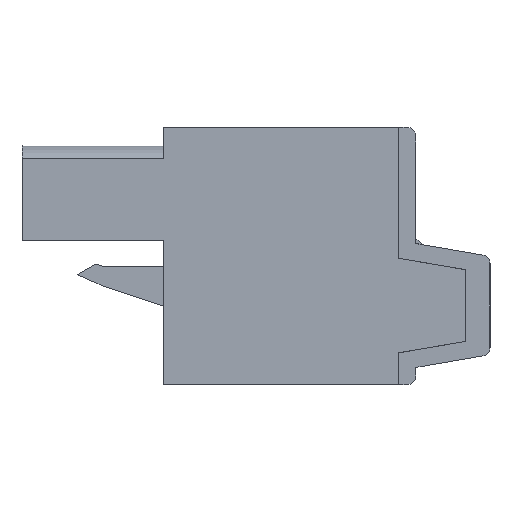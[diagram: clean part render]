
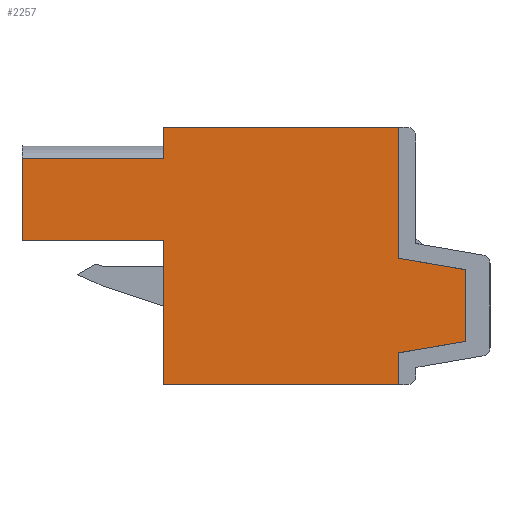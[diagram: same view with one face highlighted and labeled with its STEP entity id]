
A CAD part, left-side view. The second image highlights one B-rep face of the part: STEP entity #2257.
In plain terms, the highlighted planar face has unit normal (-1, 0, 0).
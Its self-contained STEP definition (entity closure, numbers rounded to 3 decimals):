
#2257 = ADVANCED_FACE( '', ( #4618 ), #4619, .F. );
#4618 = FACE_OUTER_BOUND( '', #7132, .T. );
#4619 = PLANE( '', #7133 );
#7132 = EDGE_LOOP( '', ( #13274, #13275, #13276, #13277, #13278, #13279, #13280, #13281, #13282, #13283, #13284, #13285 ) );
#7133 = AXIS2_PLACEMENT_3D( '', #13286, #13287, #13288 );
#13274 = ORIENTED_EDGE( '', *, *, #15708, .F. );
#13275 = ORIENTED_EDGE( '', *, *, #17038, .F. );
#13276 = ORIENTED_EDGE( '', *, *, #17773, .F. );
#13277 = ORIENTED_EDGE( '', *, *, #16464, .F. );
#13278 = ORIENTED_EDGE( '', *, *, #18008, .T. );
#13279 = ORIENTED_EDGE( '', *, *, #18009, .F. );
#13280 = ORIENTED_EDGE( '', *, *, #18010, .F. );
#13281 = ORIENTED_EDGE( '', *, *, #17706, .F. );
#13282 = ORIENTED_EDGE( '', *, *, #17162, .F. );
#13283 = ORIENTED_EDGE( '', *, *, #16058, .F. );
#13284 = ORIENTED_EDGE( '', *, *, #15448, .F. );
#13285 = ORIENTED_EDGE( '', *, *, #15779, .F. );
#13286 = CARTESIAN_POINT( '', ( -15.24, 0., 0. ) );
#13287 = DIRECTION( '', ( 1., 0., 0. ) );
#13288 = DIRECTION( '', ( 0., 0., -1. ) );
#15448 = EDGE_CURVE( '', #18466, #18468, #18469, .T. );
#15708 = EDGE_CURVE( '', #18939, #18940, #18941, .T. );
#15779 = EDGE_CURVE( '', #18940, #18466, #19068, .T. );
#16058 = EDGE_CURVE( '', #18468, #19549, #19550, .T. );
#16464 = EDGE_CURVE( '', #20238, #20240, #20241, .T. );
#17038 = EDGE_CURVE( '', #21135, #18939, #21137, .T. );
#17162 = EDGE_CURVE( '', #19549, #21320, #21321, .T. );
#17706 = EDGE_CURVE( '', #21320, #22057, #22058, .T. );
#17773 = EDGE_CURVE( '', #20240, #21135, #22146, .T. );
#18008 = EDGE_CURVE( '', #20238, #22424, #22425, .T. );
#18009 = EDGE_CURVE( '', #22426, #22424, #22427, .T. );
#18010 = EDGE_CURVE( '', #22057, #22426, #22428, .T. );
#18466 = VERTEX_POINT( '', #22944 );
#18468 = VERTEX_POINT( '', #22947 );
#18469 = LINE( '', #22948, #22949 );
#18939 = VERTEX_POINT( '', #23619 );
#18940 = VERTEX_POINT( '', #23620 );
#18941 = LINE( '', #23621, #23622 );
#19068 = LINE( '', #23804, #23805 );
#19549 = VERTEX_POINT( '', #24502 );
#19550 = LINE( '', #24503, #24504 );
#20238 = VERTEX_POINT( '', #25484 );
#20240 = VERTEX_POINT( '', #25487 );
#20241 = LINE( '', #25488, #25489 );
#21135 = VERTEX_POINT( '', #26797 );
#21137 = LINE( '', #26800, #26801 );
#21320 = VERTEX_POINT( '', #27077 );
#21321 = LINE( '', #27078, #27079 );
#22057 = VERTEX_POINT( '', #28189 );
#22058 = LINE( '', #28190, #28191 );
#22146 = LINE( '', #28318, #28319 );
#22424 = VERTEX_POINT( '', #28734 );
#22425 = LINE( '', #28735, #28736 );
#22426 = VERTEX_POINT( '', #28737 );
#22427 = LINE( '', #28738, #28739 );
#22428 = LINE( '', #28740, #28741 );
#22944 = CARTESIAN_POINT( '', ( -15.24, 1.635, 0.917 ) );
#22947 = CARTESIAN_POINT( '', ( -15.24, -2.248, 0.252 ) );
#22948 = CARTESIAN_POINT( '', ( -15.24, 1.635, 0.917 ) );
#22949 = VECTOR( '', #29382, 1000. );
#23619 = CARTESIAN_POINT( '', ( -15.24, 15.245, 8.497 ) );
#23620 = CARTESIAN_POINT( '', ( -15.24, 1.635, 8.497 ) );
#23621 = CARTESIAN_POINT( '', ( -15.24, 15.245, 8.497 ) );
#23622 = VECTOR( '', #29634, 1000. );
#23804 = CARTESIAN_POINT( '', ( -15.24, 1.635, 8.497 ) );
#23805 = VECTOR( '', #29705, 1000. );
#24502 = CARTESIAN_POINT( '', ( -15.24, -2.248, -3.898 ) );
#24503 = CARTESIAN_POINT( '', ( -15.24, -2.248, 0.252 ) );
#24504 = VECTOR( '', #29973, 1000. );
#25484 = CARTESIAN_POINT( '', ( -15.24, 23.445, 1.947 ) );
#25487 = CARTESIAN_POINT( '', ( -15.24, 23.445, 6.697 ) );
#25488 = CARTESIAN_POINT( '', ( -15.24, 23.445, 1.947 ) );
#25489 = VECTOR( '', #30414, 1000. );
#26797 = CARTESIAN_POINT( '', ( -15.24, 15.245, 6.697 ) );
#26800 = CARTESIAN_POINT( '', ( -15.24, 15.245, -6.403 ) );
#26801 = VECTOR( '', #30962, 1000. );
#27077 = CARTESIAN_POINT( '', ( -15.24, 1.635, -4.563 ) );
#27078 = CARTESIAN_POINT( '', ( -15.24, -2.248, -3.898 ) );
#27079 = VECTOR( '', #31068, 1000. );
#28189 = CARTESIAN_POINT( '', ( -15.24, 1.635, -6.403 ) );
#28190 = CARTESIAN_POINT( '', ( -15.24, 1.635, -4.563 ) );
#28191 = VECTOR( '', #31530, 1000. );
#28318 = CARTESIAN_POINT( '', ( -15.24, 23.445, 6.697 ) );
#28319 = VECTOR( '', #31591, 1000. );
#28734 = CARTESIAN_POINT( '', ( -15.24, 15.245, 1.947 ) );
#28735 = CARTESIAN_POINT( '', ( -15.24, 23.445, 1.947 ) );
#28736 = VECTOR( '', #31750, 1000. );
#28737 = CARTESIAN_POINT( '', ( -15.24, 15.245, -6.403 ) );
#28738 = CARTESIAN_POINT( '', ( -15.24, 15.245, -6.403 ) );
#28739 = VECTOR( '', #31751, 1000. );
#28740 = CARTESIAN_POINT( '', ( -15.24, 1.635, -6.403 ) );
#28741 = VECTOR( '', #31752, 1000. );
#29382 = DIRECTION( '', ( 0., -0.986, -0.169 ) );
#29634 = DIRECTION( '', ( 0., -1., 0. ) );
#29705 = DIRECTION( '', ( 0., 0., -1. ) );
#29973 = DIRECTION( '', ( 0., 0., -1. ) );
#30414 = DIRECTION( '', ( 0., 0., 1. ) );
#30962 = DIRECTION( '', ( 0., 0., 1. ) );
#31068 = DIRECTION( '', ( 0., 0.986, -0.169 ) );
#31530 = DIRECTION( '', ( 0., 0., -1. ) );
#31591 = DIRECTION( '', ( 0., -1., 0. ) );
#31750 = DIRECTION( '', ( 0., -1., 0. ) );
#31751 = DIRECTION( '', ( 0., 0., 1. ) );
#31752 = DIRECTION( '', ( 0., 1., 0. ) );
